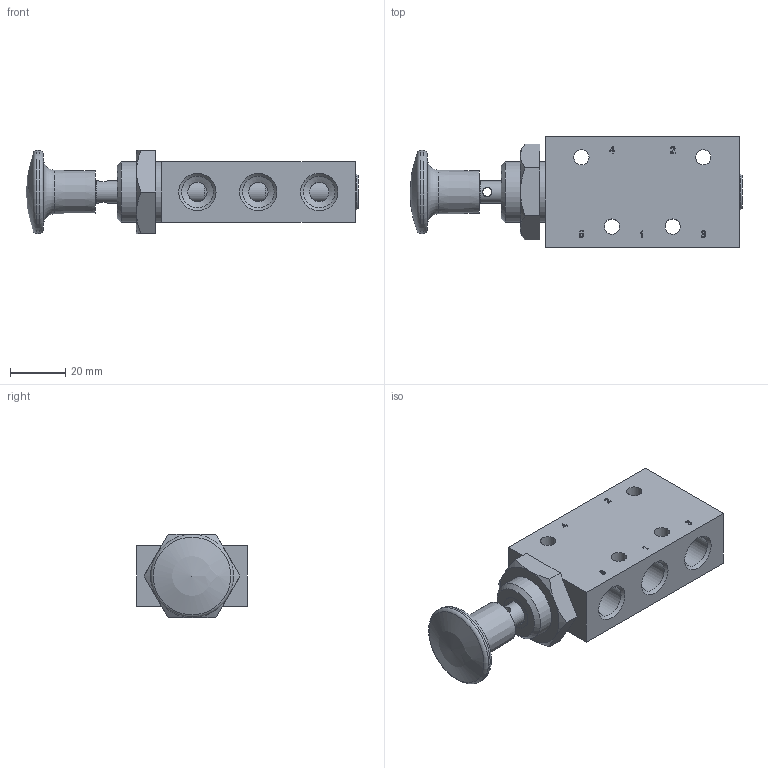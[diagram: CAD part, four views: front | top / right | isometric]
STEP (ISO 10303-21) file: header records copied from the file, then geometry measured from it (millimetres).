
FILE_DESCRIPTION(/* description */ ('Unknown'),/* implementation_level */ '2;1');
FILE_NAME(/* name */ 'BH 511 701 TT',/* time_stamp */ '2018-11-26T07:14:42+01:00',/* author */ ('Unknown'),/* organization */ ('Unknown'),/* preprocessor_version */ 'ST-DEVELOPER v16.7',/* originating_system */ 'DEX',/* authorisation */ $);
FILE_SCHEMA (('AUTOMOTIVE_DESIGN {1 0 10303 214 3 1 1}'));
Length unit declared in the file: millimetre
Products named in the file (2): BH 511 701 TT
Assembly tree (1 placements, depth 2):
  BH 511 701 TT
    BH 511 701 TT
Bounding box: 119.9 x 40 x 30 mm (x, y, z)
Volume: 63338.7 mm3; surface area: 25954.7 mm2
Topology: 6 solids, 6 shells, 259 faces, 656 edges, 426 vertices
Faces by surface type: plane 109, bspline 56, cylinder 50, cone 39, torus 4, sphere 1
Full cylindrical faces by diameter (mm): 1.6 x1, 3.2 x1, 4.5 x2, 4.917 x2, 5 x1, 5.5 x4, 6 x1, 7 x5, 8 x4, 8.4 x1, 9 x1, 9.5 x1, 11.1 x1, 11.445 x10, 12 x1, 12.05 x1, 12.06 x1, 13 x1, 20.376 x1, 22 x1, 30 x1
Entity records: 9731 total; most frequent: CARTESIAN_POINT 2642, ORIENTED_EDGE 1074, DIRECTION 936, EDGE_CURVE 537, VERTEX_POINT 392, FACE_BOUND 389, EDGE_LOOP 388, AXIS2_PLACEMENT_3D 327
